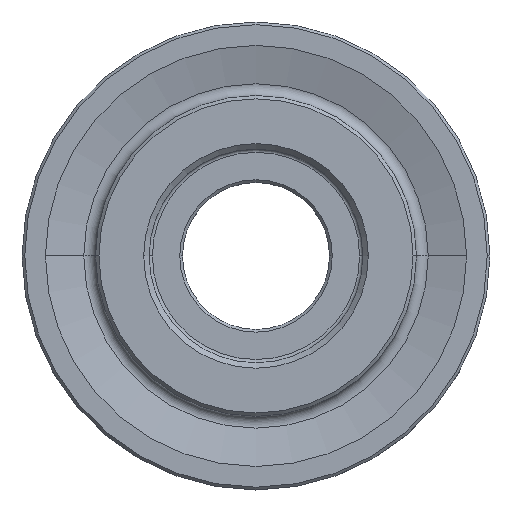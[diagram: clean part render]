
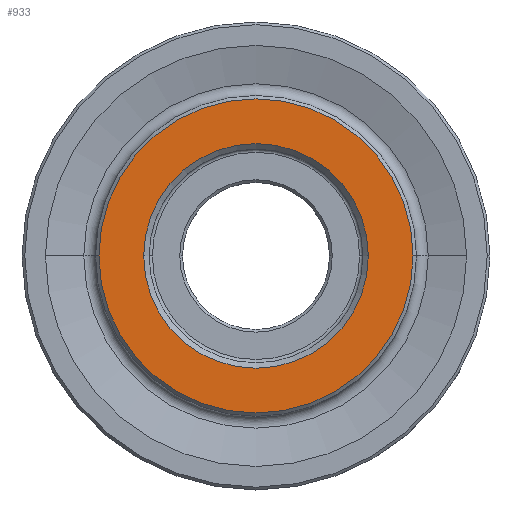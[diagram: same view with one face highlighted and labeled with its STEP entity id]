
A CAD part, top view. The second image highlights one B-rep face of the part: STEP entity #933.
In plain terms, the highlighted planar face has unit normal (0, 0, 1).
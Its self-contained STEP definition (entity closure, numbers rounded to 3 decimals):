
#24 = CARTESIAN_POINT ( 'NONE',  ( -23.5, 0., 3.2 ) ) ;
#30 = AXIS2_PLACEMENT_3D ( 'NONE', #829, #822, #942 ) ;
#69 = VERTEX_POINT ( 'NONE', #1294 ) ;
#95 = AXIS2_PLACEMENT_3D ( 'NONE', #1060, #168, #571 ) ;
#113 = AXIS2_PLACEMENT_3D ( 'NONE', #270, #668, #675 ) ;
#154 = DIRECTION ( 'NONE',  ( -1., 0., 0. ) ) ;
#165 = ORIENTED_EDGE ( 'NONE', *, *, #687, .T. ) ;
#168 = DIRECTION ( 'NONE',  ( 0., 0., -1. ) ) ;
#269 = DIRECTION ( 'NONE',  ( 0., 0., -1. ) ) ;
#270 = CARTESIAN_POINT ( 'NONE',  ( 0., 0., 3.2 ) ) ;
#280 = AXIS2_PLACEMENT_3D ( 'NONE', #888, #1283, #898 ) ;
#293 = EDGE_LOOP ( 'NONE', ( #165, #652 ) ) ;
#310 = ORIENTED_EDGE ( 'NONE', *, *, #788, .F. ) ;
#336 = VERTEX_POINT ( 'NONE', #24 ) ;
#375 = CARTESIAN_POINT ( 'NONE',  ( 0., 0., 3.2 ) ) ;
#390 = FACE_OUTER_BOUND ( 'NONE', #392, .T. ) ;
#392 = EDGE_LOOP ( 'NONE', ( #1168, #310 ) ) ;
#400 = FACE_BOUND ( 'NONE', #293, .T. ) ;
#462 = EDGE_CURVE ( 'NONE', #336, #511, #1074, .T. ) ;
#463 = EDGE_CURVE ( 'NONE', #956, #69, #507, .T. ) ;
#507 = CIRCLE ( 'NONE', #95, 16.8 ) ;
#511 = VERTEX_POINT ( 'NONE', #877 ) ;
#561 = CIRCLE ( 'NONE', #30, 16.8 ) ;
#571 = DIRECTION ( 'NONE',  ( -1., 0., 0. ) ) ;
#619 = CIRCLE ( 'NONE', #880, 23.5 ) ;
#652 = ORIENTED_EDGE ( 'NONE', *, *, #463, .T. ) ;
#668 = DIRECTION ( 'NONE',  ( 0., 0., -1. ) ) ;
#675 = DIRECTION ( 'NONE',  ( -1., 0., 0. ) ) ;
#687 = EDGE_CURVE ( 'NONE', #69, #956, #561, .T. ) ;
#693 = CARTESIAN_POINT ( 'NONE',  ( -16.8, 0., 3.2 ) ) ;
#788 = EDGE_CURVE ( 'NONE', #511, #336, #619, .T. ) ;
#822 = DIRECTION ( 'NONE',  ( 0., 0., -1. ) ) ;
#829 = CARTESIAN_POINT ( 'NONE',  ( 0., 0., 3.2 ) ) ;
#877 = CARTESIAN_POINT ( 'NONE',  ( 23.5, 0., 3.2 ) ) ;
#880 = AXIS2_PLACEMENT_3D ( 'NONE', #375, #269, #154 ) ;
#888 = CARTESIAN_POINT ( 'NONE',  ( 16.8, 0., 3.2 ) ) ;
#898 = DIRECTION ( 'NONE',  ( -1., 0., 0. ) ) ;
#933 = ADVANCED_FACE ( 'NONE', ( #390, #400 ), #1191, .F. ) ;
#942 = DIRECTION ( 'NONE',  ( -1., 0., 0. ) ) ;
#956 = VERTEX_POINT ( 'NONE', #693 ) ;
#1060 = CARTESIAN_POINT ( 'NONE',  ( 0., 0., 3.2 ) ) ;
#1074 = CIRCLE ( 'NONE', #113, 23.5 ) ;
#1168 = ORIENTED_EDGE ( 'NONE', *, *, #462, .F. ) ;
#1191 = PLANE ( 'NONE',  #280 ) ;
#1283 = DIRECTION ( 'NONE',  ( 0., 0., -1. ) ) ;
#1294 = CARTESIAN_POINT ( 'NONE',  ( 16.8, 0., 3.2 ) ) ;
